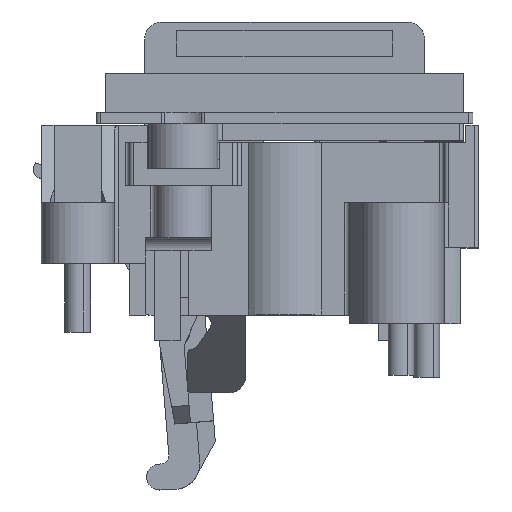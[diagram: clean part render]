
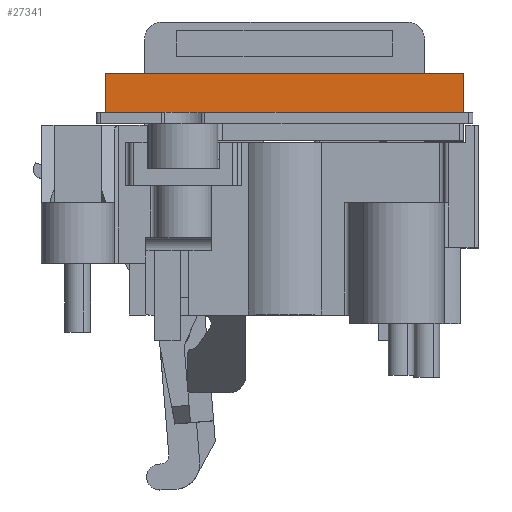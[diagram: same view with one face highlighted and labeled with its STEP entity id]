
A CAD part, top view. The second image highlights one B-rep face of the part: STEP entity #27341.
In plain terms, the highlighted planar face has unit normal (0, 0, 1).
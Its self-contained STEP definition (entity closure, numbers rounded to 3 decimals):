
#272=DIRECTION('',(0.,1.,0.));
#273=VECTOR('',#272,4.5);
#274=CARTESIAN_POINT('',(57.35,162.5,129.1));
#275=LINE('',#274,#273);
#276=DIRECTION('',(1.,0.,0.));
#277=VECTOR('',#276,41.5);
#278=CARTESIAN_POINT('',(57.35,167.,129.1));
#279=LINE('',#278,#277);
#280=DIRECTION('',(0.,-1.,0.));
#281=VECTOR('',#280,4.5);
#282=CARTESIAN_POINT('',(98.85,167.,129.1));
#283=LINE('',#282,#281);
#284=DIRECTION('',(-1.,0.,0.));
#285=VECTOR('',#284,41.5);
#286=CARTESIAN_POINT('',(98.85,162.5,129.1));
#287=LINE('',#286,#285);
#19660=CARTESIAN_POINT('',(57.35,167.,129.1));
#19661=CARTESIAN_POINT('',(98.85,167.,129.1));
#19662=VERTEX_POINT('',#19660);
#19663=VERTEX_POINT('',#19661);
#24837=CARTESIAN_POINT('',(57.35,162.5,129.1));
#24839=VERTEX_POINT('',#24837);
#24841=CARTESIAN_POINT('',(98.85,162.5,129.1));
#24842=VERTEX_POINT('',#24841);
#27328=CARTESIAN_POINT('',(78.1,164.75,129.1));
#27329=DIRECTION('',(0.,0.,1.));
#27330=DIRECTION('',(1.,0.,0.));
#27331=AXIS2_PLACEMENT_3D('',#27328,#27329,#27330);
#27332=PLANE('',#27331);
#27334=ORIENTED_EDGE('',*,*,#27333,.T.);
#27335=ORIENTED_EDGE('',*,*,#25544,.T.);
#27336=ORIENTED_EDGE('',*,*,#27311,.T.);
#27338=ORIENTED_EDGE('',*,*,#27337,.T.);
#27339=EDGE_LOOP('',(#27334,#27335,#27336,#27338));
#27340=FACE_OUTER_BOUND('',#27339,.F.);
#25544=EDGE_CURVE('',#19662,#19663,#279,.T.);
#27311=EDGE_CURVE('',#19663,#24842,#283,.T.);
#27333=EDGE_CURVE('',#24839,#19662,#275,.T.);
#27337=EDGE_CURVE('',#24842,#24839,#287,.T.);
#27341=ADVANCED_FACE('',(#27340),#27332,.T.);
